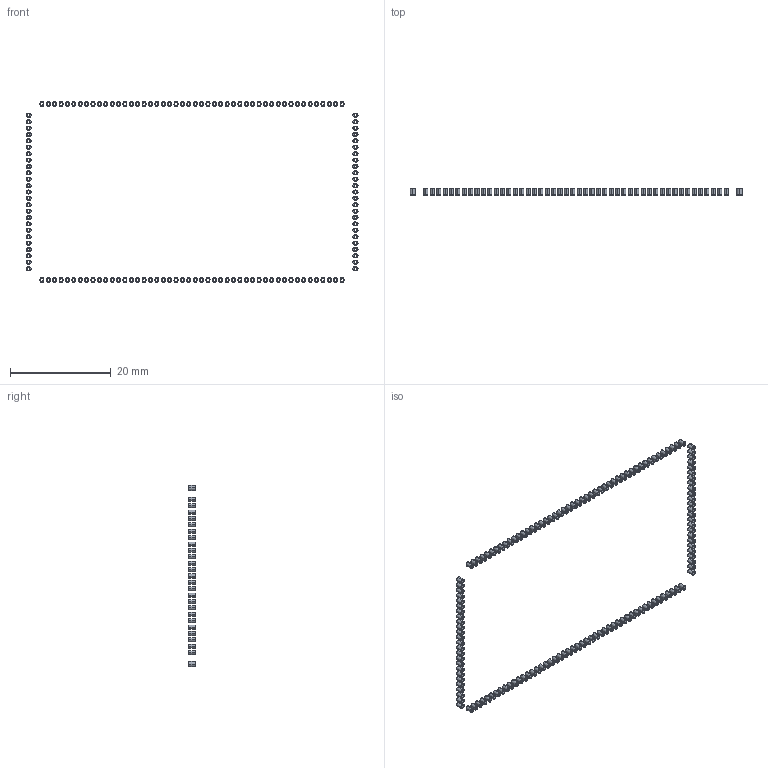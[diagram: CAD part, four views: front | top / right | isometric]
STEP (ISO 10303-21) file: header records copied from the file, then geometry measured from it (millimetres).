
FILE_DESCRIPTION (( 'STEP AP214' ), '1' );
FILE_NAME ('MYC-Y335X-stamp-hole.STEP', '2017-04-06T02:05:18', ( '' ), ( '' ), 'SwSTEP 2.0', 'SolidWorks 2016', '' );
FILE_SCHEMA (( 'AUTOMOTIVE_DESIGN' ));
Length unit declared in the file: millimetre
Products named in the file (1): MYC-Y335X-stamp-hole
Bounding box: 66.02 x 1.2 x 36.02 mm (x, y, z)
Volume: 71 mm3; surface area: 931.4 mm2
Topology: 146 solids, 146 shells, 876 faces, 1752 edges, 1168 vertices
Faces by surface type: bspline 584, plane 292
Entity records: 25871 total; most frequent: CARTESIAN_POINT 11389, ORIENTED_EDGE 3504, EDGE_CURVE 1752, DIRECTION 1170, VERTEX_POINT 1168, EDGE_LOOP 1168, ADVANCED_FACE 876, FACE_OUTER_BOUND 876
